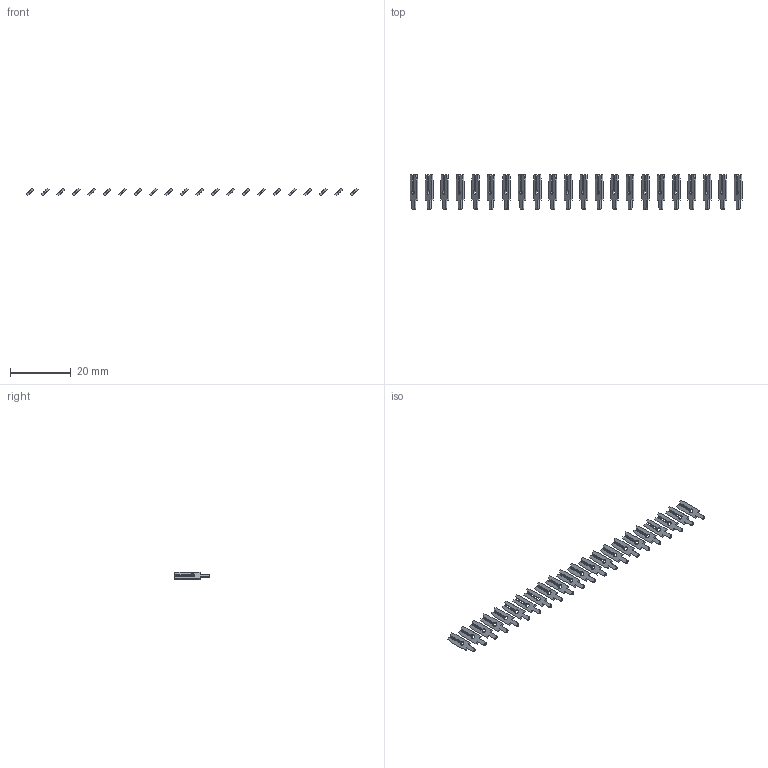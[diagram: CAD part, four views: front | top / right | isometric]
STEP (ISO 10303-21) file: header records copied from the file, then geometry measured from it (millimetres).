
FILE_DESCRIPTION (( 'STEP AP203' ), '1' );
FILE_NAME ('106-022-250-200.STEP', '2020-04-16T19:16:35', ( '' ), ( '' ), 'SwSTEP 2.0', 'SolidWorks 2016', '' );
FILE_SCHEMA (( 'CONFIG_CONTROL_DESIGN' ));
Length unit declared in the file: inch
Products named in the file (2): 106-022-250-200; 100-290-001_100-290-250
Assembly tree (22 placements, depth 2):
  106-022-250-200
    100-290-001_100-290-250  x22
Bounding box: 109.21 x 11.48 x 2.53 mm (x, y, z)
Volume: 343.3 mm3; surface area: 1613.7 mm2
Topology: 22 solids, 22 shells, 528 faces, 1452 edges, 968 vertices
Faces by surface type: plane 440, cylinder 88
Entity records: 1630 total; most frequent: CARTESIAN_POINT 171, DIRECTION 168, ORIENTED_EDGE 132, EDGE_CURVE 66, AXIS2_PLACEMENT_3D 57, LOCAL_TIME 54, COORDINATED_UNIVERSAL_TIME_OFFSET 54, CALENDAR_DATE 54
